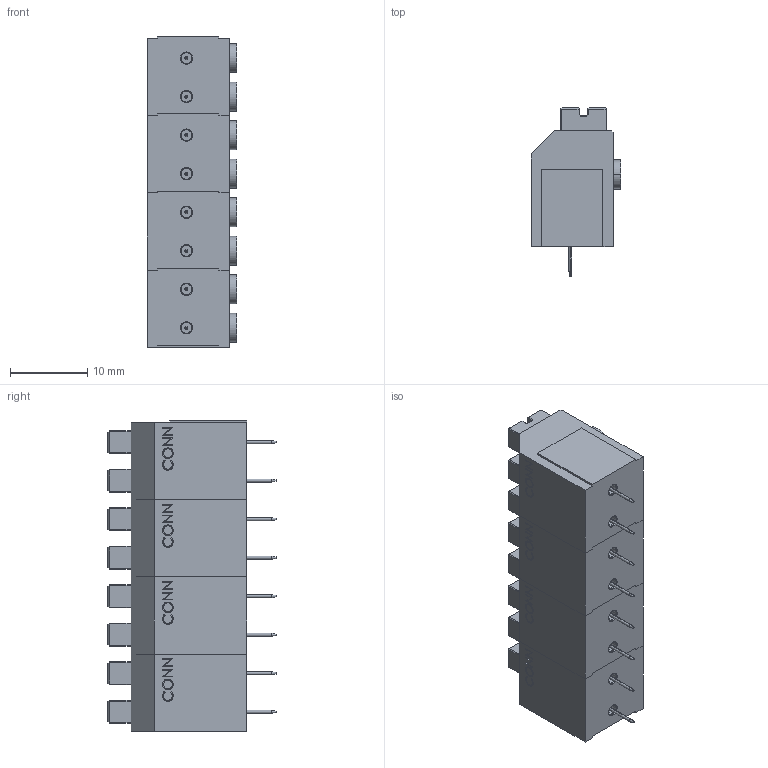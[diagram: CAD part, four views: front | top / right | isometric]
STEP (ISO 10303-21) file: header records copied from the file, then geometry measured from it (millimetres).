
FILE_DESCRIPTION (( 'STEP AP214' ), '1' );
FILE_NAME ('CONN-8P-P5.STEP', '2024-04-11T12:11:29', ( '' ), ( '' ), 'SwSTEP 2.0', 'SolidWorks 2020', '' );
FILE_SCHEMA (( 'AUTOMOTIVE_DESIGN' ));
Length unit declared in the file: millimetre
Products named in the file (8): CONN-2P; 錨璃4^CONN-2P; 錨璃3^CONN-2P; CONN-8P-P5; 錨璃5^CONN-2P
Assembly tree (16 placements, depth 3):
  CONN-8P-P5
    CONN-2P
      錨璃3^CONN-2P
      錨璃4^CONN-2P
      錨璃5^CONN-2P
    CONN-2P
      錨璃3^CONN-2P
      錨璃4^CONN-2P
      錨璃5^CONN-2P
    CONN-2P
      錨璃3^CONN-2P
      錨璃4^CONN-2P
      錨璃5^CONN-2P
    CONN-2P
      錨璃3^CONN-2P
      錨璃4^CONN-2P
      錨璃5^CONN-2P
Bounding box: 11.65 x 21.8 x 40.25 mm (x, y, z)
Volume: 6374.5 mm3; surface area: 4626.2 mm2
Topology: 20 solids, 20 shells, 664 faces, 1628 edges, 1048 vertices
Faces by surface type: plane 484, bspline 68, cylinder 64, cone 48
Entity records: 6341 total; most frequent: CARTESIAN_POINT 2179, ORIENTED_EDGE 814, DIRECTION 761, EDGE_CURVE 407, LINE 329, VECTOR 329, VERTEX_POINT 262, AXIS2_PLACEMENT_3D 216
